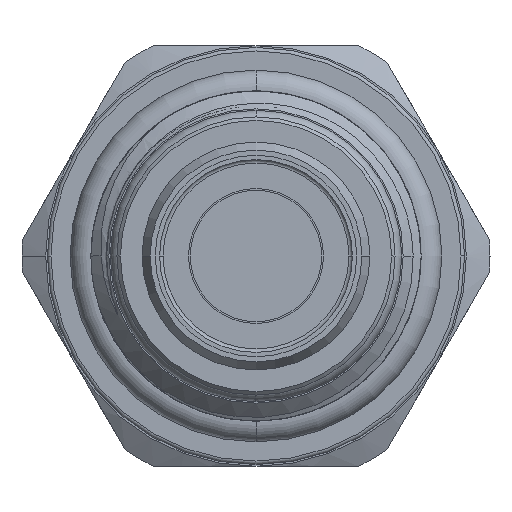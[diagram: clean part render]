
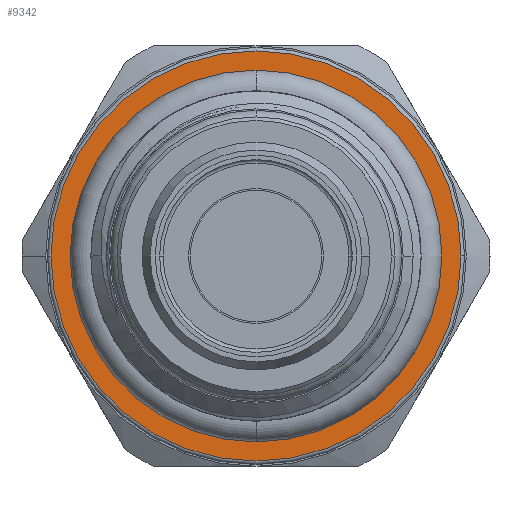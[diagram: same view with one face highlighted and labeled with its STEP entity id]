
A CAD part, left-side view. The second image highlights one B-rep face of the part: STEP entity #9342.
In plain terms, the highlighted planar face has unit normal (-1, 0, 0).
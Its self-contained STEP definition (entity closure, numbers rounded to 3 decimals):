
#83 = VERTEX_POINT ( 'NONE', #1649 ) ;
#583 = VERTEX_POINT ( 'NONE', #2219 ) ;
#621 = VERTEX_POINT ( 'NONE', #13633 ) ;
#702 = PLANE ( 'NONE',  #13094 ) ;
#1116 = ORIENTED_EDGE ( 'NONE', *, *, #12944, .T. ) ;
#1649 = CARTESIAN_POINT ( 'NONE',  ( -3.754, 8.895, 0. ) ) ;
#1693 = DIRECTION ( 'NONE',  ( 1., 0., 0. ) ) ;
#1882 = AXIS2_PLACEMENT_3D ( 'NONE', #12136, #7696, #8864 ) ;
#2200 = AXIS2_PLACEMENT_3D ( 'NONE', #9073, #11140, #11228 ) ;
#2219 = CARTESIAN_POINT ( 'NONE',  ( -3.754, 11.7, 0. ) ) ;
#2424 = AXIS2_PLACEMENT_3D ( 'NONE', #9649, #6406, #10878 ) ;
#2812 = CARTESIAN_POINT ( 'NONE',  ( -3.754, 8.395, 0. ) ) ;
#3935 = CARTESIAN_POINT ( 'NONE',  ( -3.754, -11.7, 0. ) ) ;
#4350 = EDGE_LOOP ( 'NONE', ( #1116, #8699 ) ) ;
#4372 = CIRCLE ( 'NONE', #2200, 11.7 ) ;
#4382 = DIRECTION ( 'NONE',  ( -1., 0., 0. ) ) ;
#4568 = DIRECTION ( 'NONE',  ( 0., 1., 0. ) ) ;
#5052 = EDGE_CURVE ( 'NONE', #7201, #583, #6209, .T. ) ;
#5236 = EDGE_CURVE ( 'NONE', #583, #7201, #4372, .T. ) ;
#6209 = CIRCLE ( 'NONE', #9174, 11.7 ) ;
#6406 = DIRECTION ( 'NONE',  ( 1., 0., 0. ) ) ;
#6533 = ORIENTED_EDGE ( 'NONE', *, *, #5236, .T. ) ;
#7201 = VERTEX_POINT ( 'NONE', #3935 ) ;
#7696 = DIRECTION ( 'NONE',  ( 1., 0., 0. ) ) ;
#8223 = CIRCLE ( 'NONE', #1882, 8.895 ) ;
#8699 = ORIENTED_EDGE ( 'NONE', *, *, #10110, .T. ) ;
#8743 = ORIENTED_EDGE ( 'NONE', *, *, #5052, .T. ) ;
#8862 = CIRCLE ( 'NONE', #2424, 8.895 ) ;
#8864 = DIRECTION ( 'NONE',  ( 0., 1., 0. ) ) ;
#9073 = CARTESIAN_POINT ( 'NONE',  ( -3.754, 0., 0. ) ) ;
#9174 = AXIS2_PLACEMENT_3D ( 'NONE', #12075, #4382, #4568 ) ;
#9238 = EDGE_LOOP ( 'NONE', ( #6533, #8743 ) ) ;
#9342 = ADVANCED_FACE ( 'NONE', ( #10874, #13746 ), #702, .F. ) ;
#9649 = CARTESIAN_POINT ( 'NONE',  ( -3.754, 0., 0. ) ) ;
#10110 = EDGE_CURVE ( 'NONE', #621, #83, #8223, .T. ) ;
#10874 = FACE_BOUND ( 'NONE', #4350, .T. ) ;
#10878 = DIRECTION ( 'NONE',  ( 0., 1., 0. ) ) ;
#11140 = DIRECTION ( 'NONE',  ( -1., 0., 0. ) ) ;
#11228 = DIRECTION ( 'NONE',  ( 0., 1., 0. ) ) ;
#12075 = CARTESIAN_POINT ( 'NONE',  ( -3.754, 0., 0. ) ) ;
#12136 = CARTESIAN_POINT ( 'NONE',  ( -3.754, 0., 0. ) ) ;
#12944 = EDGE_CURVE ( 'NONE', #83, #621, #8862, .T. ) ;
#13094 = AXIS2_PLACEMENT_3D ( 'NONE', #2812, #1693, #13533 ) ;
#13533 = DIRECTION ( 'NONE',  ( 0., 1., 0. ) ) ;
#13633 = CARTESIAN_POINT ( 'NONE',  ( -3.754, -8.895, 0. ) ) ;
#13746 = FACE_OUTER_BOUND ( 'NONE', #9238, .T. ) ;
